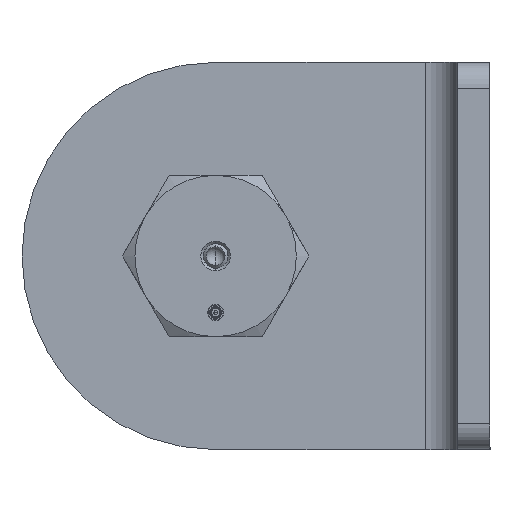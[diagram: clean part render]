
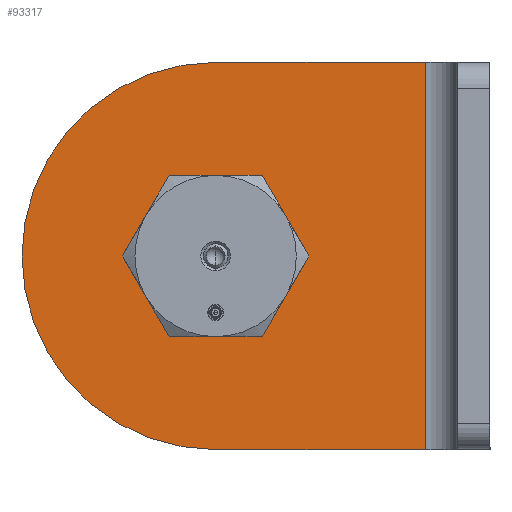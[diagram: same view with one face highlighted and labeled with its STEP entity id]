
A CAD part, left-side view. The second image highlights one B-rep face of the part: STEP entity #93317.
In plain terms, the highlighted planar face has unit normal (-1, 0, 0).
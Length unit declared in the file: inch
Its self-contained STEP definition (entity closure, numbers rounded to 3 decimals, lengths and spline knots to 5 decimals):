
#2552 = AXIS2_PLACEMENT_3D ( 'NONE', #38547, #27106, #79414 ) ;
#3376 = CARTESIAN_POINT ( 'NONE',  ( -2.78572, 6.45304, 13.32757 ) ) ;
#5625 = CARTESIAN_POINT ( 'NONE',  ( -2.78572, 8.07804, 10.32757 ) ) ;
#9069 = CARTESIAN_POINT ( 'NONE',  ( -2.78572, 8.13905, 11.37857 ) ) ;
#10980 = DIRECTION ( 'NONE',  ( -1., 0., 0. ) ) ;
#11565 = VERTEX_POINT ( 'NONE', #122076 ) ;
#12382 = CARTESIAN_POINT ( 'NONE',  ( -2.78572, 8.07804, 11.82757 ) ) ;
#13471 = VECTOR ( 'NONE', #85239, 39.37008 ) ;
#18317 = VERTEX_POINT ( 'NONE', #105156 ) ;
#19480 = CARTESIAN_POINT ( 'NONE',  ( -2.78572, 8.01702, 11.37857 ) ) ;
#24471 = EDGE_CURVE ( 'NONE', #82732, #53310, #125974, .T. ) ;
#27106 = DIRECTION ( 'NONE',  ( -1., 0., 0. ) ) ;
#27781 = CIRCLE ( 'NONE', #102716, 1.5 ) ;
#29216 = CARTESIAN_POINT ( 'NONE',  ( -2.78572, 8.07804, 11.82757 ) ) ;
#31699 = CARTESIAN_POINT ( 'NONE',  ( -2.78572, 5.95304, 13.32757 ) ) ;
#31825 = DIRECTION ( 'NONE',  ( -1., 0., 0. ) ) ;
#37469 = CIRCLE ( 'NONE', #125149, 1.5 ) ;
#38547 = CARTESIAN_POINT ( 'NONE',  ( -2.78572, 8.07804, 11.38957 ) ) ;
#41166 = DIRECTION ( 'NONE',  ( 0., 0., 1. ) ) ;
#44341 = EDGE_CURVE ( 'NONE', #81066, #110379, #55810, .T. ) ;
#46429 = CARTESIAN_POINT ( 'NONE',  ( -2.78572, 8.07804, 12.28069 ) ) ;
#47489 = EDGE_CURVE ( 'NONE', #18317, #81066, #53082, .T. ) ;
#47566 = CIRCLE ( 'NONE', #2552, 0.062 ) ;
#50050 = DIRECTION ( 'NONE',  ( 0., 0., 1. ) ) ;
#52672 = DIRECTION ( 'NONE',  ( 0., 0., 1. ) ) ;
#53082 = LINE ( 'NONE', #3376, #13471 ) ;
#53310 = VERTEX_POINT ( 'NONE', #9069 ) ;
#55168 = DIRECTION ( 'NONE',  ( 0., 1., 0. ) ) ;
#55439 = AXIS2_PLACEMENT_3D ( 'NONE', #29216, #102291, #50050 ) ;
#55810 = LINE ( 'NONE', #76628, #90097 ) ;
#58852 = AXIS2_PLACEMENT_3D ( 'NONE', #12382, #31825, #52672 ) ;
#59478 = ORIENTED_EDGE ( 'NONE', *, *, #24471, .F. ) ;
#61303 = CARTESIAN_POINT ( 'NONE',  ( -2.78572, 8.07804, 11.82757 ) ) ;
#69962 = EDGE_CURVE ( 'NONE', #86233, #82732, #93079, .T. ) ;
#70732 = CARTESIAN_POINT ( 'NONE',  ( -2.78572, 6.45304, 10.32757 ) ) ;
#72346 = ORIENTED_EDGE ( 'NONE', *, *, #113006, .T. ) ;
#72707 = DIRECTION ( 'NONE',  ( -1., 0., 0. ) ) ;
#72761 = DIRECTION ( 'NONE',  ( 0., 0., 1. ) ) ;
#76628 = CARTESIAN_POINT ( 'NONE',  ( -2.78572, 5.95304, 10.32757 ) ) ;
#77488 = PLANE ( 'NONE',  #124733 ) ;
#77490 = ORIENTED_EDGE ( 'NONE', *, *, #47489, .F. ) ;
#79414 = DIRECTION ( 'NONE',  ( 0., -1., 0. ) ) ;
#79791 = CARTESIAN_POINT ( 'NONE',  ( -2.78572, 5.95304, 13.32757 ) ) ;
#81066 = VERTEX_POINT ( 'NONE', #70732 ) ;
#81773 = LINE ( 'NONE', #79791, #103778 ) ;
#82732 = VERTEX_POINT ( 'NONE', #46429 ) ;
#82860 = VERTEX_POINT ( 'NONE', #96087 ) ;
#83052 = DIRECTION ( 'NONE',  ( -1., 0., 0. ) ) ;
#85239 = DIRECTION ( 'NONE',  ( 0., 0., -1. ) ) ;
#86233 = VERTEX_POINT ( 'NONE', #19480 ) ;
#87278 = EDGE_CURVE ( 'NONE', #11565, #110379, #37469, .T. ) ;
#90097 = VECTOR ( 'NONE', #55168, 39.37008 ) ;
#92894 = ORIENTED_EDGE ( 'NONE', *, *, #87278, .T. ) ;
#93079 = CIRCLE ( 'NONE', #58852, 0.45312 ) ;
#93317 = ADVANCED_FACE ( 'NONE', ( #110188, #100165 ), #77488, .T. ) ;
#96087 = CARTESIAN_POINT ( 'NONE',  ( -2.78572, 8.07804, 13.32757 ) ) ;
#100165 = FACE_OUTER_BOUND ( 'NONE', #129003, .T. ) ;
#100652 = EDGE_CURVE ( 'NONE', #82860, #11565, #27781, .T. ) ;
#102291 = DIRECTION ( 'NONE',  ( -1., 0., 0. ) ) ;
#102716 = AXIS2_PLACEMENT_3D ( 'NONE', #121888, #83052, #123868 ) ;
#103778 = VECTOR ( 'NONE', #120600, 39.37008 ) ;
#105156 = CARTESIAN_POINT ( 'NONE',  ( -2.78572, 6.45304, 13.32757 ) ) ;
#110188 = FACE_BOUND ( 'NONE', #117775, .T. ) ;
#110379 = VERTEX_POINT ( 'NONE', #5625 ) ;
#110467 = ORIENTED_EDGE ( 'NONE', *, *, #100652, .T. ) ;
#113006 = EDGE_CURVE ( 'NONE', #18317, #82860, #81773, .T. ) ;
#114969 = ORIENTED_EDGE ( 'NONE', *, *, #44341, .F. ) ;
#116449 = ORIENTED_EDGE ( 'NONE', *, *, #69962, .F. ) ;
#117775 = EDGE_LOOP ( 'NONE', ( #128317, #59478, #116449 ) ) ;
#120600 = DIRECTION ( 'NONE',  ( 0., 1., 0. ) ) ;
#121888 = CARTESIAN_POINT ( 'NONE',  ( -2.78572, 8.07804, 11.82757 ) ) ;
#122076 = CARTESIAN_POINT ( 'NONE',  ( -2.78572, 9.57804, 11.82757 ) ) ;
#123868 = DIRECTION ( 'NONE',  ( 0., 0., 1. ) ) ;
#124445 = EDGE_CURVE ( 'NONE', #53310, #86233, #47566, .T. ) ;
#124733 = AXIS2_PLACEMENT_3D ( 'NONE', #31699, #72707, #41166 ) ;
#125149 = AXIS2_PLACEMENT_3D ( 'NONE', #61303, #10980, #72761 ) ;
#125974 = CIRCLE ( 'NONE', #55439, 0.45312 ) ;
#128317 = ORIENTED_EDGE ( 'NONE', *, *, #124445, .F. ) ;
#129003 = EDGE_LOOP ( 'NONE', ( #110467, #92894, #114969, #77490, #72346 ) ) ;
